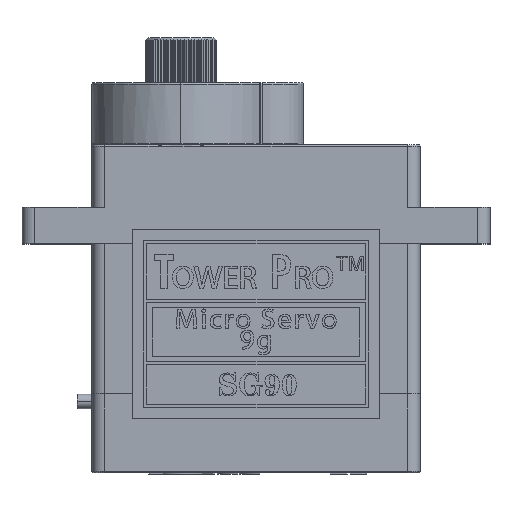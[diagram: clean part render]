
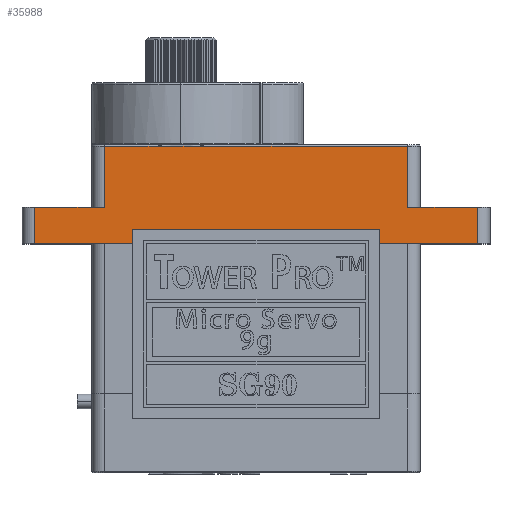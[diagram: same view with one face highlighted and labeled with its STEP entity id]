
A CAD part, top view. The second image highlights one B-rep face of the part: STEP entity #35988.
In plain terms, the highlighted planar face has unit normal (0, 0, 1).
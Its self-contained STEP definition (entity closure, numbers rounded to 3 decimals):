
#25 = EDGE_CURVE ( 'NONE', #14612, #5342, #13417, .T. ) ;
#722 = FACE_OUTER_BOUND ( 'NONE', #13532, .T. ) ;
#1001 = VECTOR ( 'NONE', #19053, 1000. ) ;
#1082 = CARTESIAN_POINT ( 'NONE',  ( -15.2, 7.65, 6.1 ) ) ;
#1137 = LINE ( 'NONE', #19131, #31364 ) ;
#1255 = ORIENTED_EDGE ( 'NONE', *, *, #13481, .T. ) ;
#1305 = CARTESIAN_POINT ( 'NONE',  ( -15.2, 7.65, 6.1 ) ) ;
#1364 = CARTESIAN_POINT ( 'NONE',  ( -5.15, 11.85, 6.1 ) ) ;
#2063 = DIRECTION ( 'NONE',  ( 1., 0., 0. ) ) ;
#2360 = CARTESIAN_POINT ( 'NONE',  ( -6.712, 11.85, 6.1 ) ) ;
#2559 = ORIENTED_EDGE ( 'NONE', *, *, #14225, .T. ) ;
#3003 = VERTEX_POINT ( 'NONE', #21227 ) ;
#4339 = CARTESIAN_POINT ( 'NONE',  ( -3.588, 11.85, 6.1 ) ) ;
#4752 = DIRECTION ( 'NONE',  ( 1., 0., 0. ) ) ;
#5235 = ORIENTED_EDGE ( 'NONE', *, *, #21136, .T. ) ;
#5342 = VERTEX_POINT ( 'NONE', #38070 ) ;
#6230 = ORIENTED_EDGE ( 'NONE', *, *, #6848, .F. ) ;
#6642 = CARTESIAN_POINT ( 'NONE',  ( 15.2, 7.65, 6.1 ) ) ;
#6708 = DIRECTION ( 'NONE',  ( -1., 0., 0. ) ) ;
#6848 = EDGE_CURVE ( 'NONE', #24090, #13367, #37418, .T. ) ;
#7414 = LINE ( 'NONE', #19244, #1001 ) ;
#7646 = CARTESIAN_POINT ( 'NONE',  ( 10.4, 7.65, 6.1 ) ) ;
#7779 = CARTESIAN_POINT ( 'NONE',  ( 10.4, 60.045, 6.1 ) ) ;
#8001 = CARTESIAN_POINT ( 'NONE',  ( 10.4, 11.85, 6.1 ) ) ;
#8009 = VECTOR ( 'NONE', #35932, 1000. ) ;
#8557 = CARTESIAN_POINT ( 'NONE',  ( -5.41, 11.85, 6.1 ) ) ;
#9939 = CARTESIAN_POINT ( 'NONE',  ( -4.89, 11.85, 6.1 ) ) ;
#10238 = DIRECTION ( 'NONE',  ( 0., -1., 0. ) ) ;
#11732 = VECTOR ( 'NONE', #10238, 1000. ) ;
#12770 = VECTOR ( 'NONE', #12860, 1000. ) ;
#12860 = DIRECTION ( 'NONE',  ( 0., -1., 0. ) ) ;
#13311 = EDGE_CURVE ( 'NONE', #24090, #3003, #18705, .T. ) ;
#13367 = VERTEX_POINT ( 'NONE', #7646 ) ;
#13408 = ORIENTED_EDGE ( 'NONE', *, *, #32388, .F. ) ;
#13417 = LINE ( 'NONE', #25300, #14958 ) ;
#13481 = EDGE_CURVE ( 'NONE', #21788, #20283, #20055, .T. ) ;
#13532 = EDGE_LOOP ( 'NONE', ( #36147, #5235, #2559, #20339, #33060, #1255, #27088, #17325, #6230, #16466, #13408 ) ) ;
#13889 = VERTEX_POINT ( 'NONE', #28046 ) ;
#14225 = EDGE_CURVE ( 'NONE', #24656, #5342, #25011, .T. ) ;
#14340 = CARTESIAN_POINT ( 'NONE',  ( -5.671, 11.85, 6.1 ) ) ;
#14569 = CARTESIAN_POINT ( 'NONE',  ( -5.15, 11.85, 6.1 ) ) ;
#14612 = VERTEX_POINT ( 'NONE', #15956 ) ;
#14765 = DIRECTION ( 'NONE',  ( 0., -1., 0. ) ) ;
#14958 = VECTOR ( 'NONE', #4752, 1000. ) ;
#15393 = EDGE_CURVE ( 'NONE', #14612, #21788, #18494, .T. ) ;
#15544 = B_SPLINE_CURVE_WITH_KNOTS ( 'NONE', 3,
 ( #14569, #26434, #9939, #16117, #21365, #33532, #36255, #4339 ),
 .UNSPECIFIED., .F., .F.,
 ( 4, 2, 2, 4 ),
 ( 0., 0.25, 0.5, 1. ),
 .UNSPECIFIED. ) ;
#15956 = CARTESIAN_POINT ( 'NONE',  ( -15.2, 7.65, 6.1 ) ) ;
#16117 = CARTESIAN_POINT ( 'NONE',  ( -4.629, 11.85, 6.1 ) ) ;
#16466 = ORIENTED_EDGE ( 'NONE', *, *, #13311, .T. ) ;
#16896 = AXIS2_PLACEMENT_3D ( 'NONE', #1305, #27832, #6708 ) ;
#17325 = ORIENTED_EDGE ( 'NONE', *, *, #28740, .F. ) ;
#17668 = LINE ( 'NONE', #6642, #38141 ) ;
#17830 = VECTOR ( 'NONE', #33722, 1000. ) ;
#18321 = CARTESIAN_POINT ( 'NONE',  ( -15.2, 11.85, 6.1 ) ) ;
#18494 = LINE ( 'NONE', #1082, #12770 ) ;
#18705 = LINE ( 'NONE', #18321, #8009 ) ;
#18708 = PLANE ( 'NONE',  #16896 ) ;
#19053 = DIRECTION ( 'NONE',  ( -1., 0., 0. ) ) ;
#19131 = CARTESIAN_POINT ( 'NONE',  ( -15.2, 7.65, 6.1 ) ) ;
#19244 = CARTESIAN_POINT ( 'NONE',  ( -15.2, 11.85, 6.1 ) ) ;
#20055 = LINE ( 'NONE', #23362, #38311 ) ;
#20283 = VERTEX_POINT ( 'NONE', #32471 ) ;
#20339 = ORIENTED_EDGE ( 'NONE', *, *, #25, .F. ) ;
#20866 = B_SPLINE_CURVE_WITH_KNOTS ( 'NONE', 3,
 ( #29272, #38204, #23122, #37639, #14340, #8557, #35058, #26214 ),
 .UNSPECIFIED., .F., .F.,
 ( 4, 2, 2, 4 ),
 ( 0., 0.5, 0.75, 1. ),
 .UNSPECIFIED. ) ;
#21136 = EDGE_CURVE ( 'NONE', #37453, #24656, #7414, .T. ) ;
#21227 = CARTESIAN_POINT ( 'NONE',  ( -3.588, 11.85, 6.1 ) ) ;
#21365 = CARTESIAN_POINT ( 'NONE',  ( -4.499, 11.85, 6.1 ) ) ;
#21788 = VERTEX_POINT ( 'NONE', #27013 ) ;
#22109 = EDGE_CURVE ( 'NONE', #13889, #20283, #17668, .T. ) ;
#23122 = CARTESIAN_POINT ( 'NONE',  ( -6.191, 11.85, 6.1 ) ) ;
#23362 = CARTESIAN_POINT ( 'NONE',  ( -15.2, 5.15, 6.1 ) ) ;
#24090 = VERTEX_POINT ( 'NONE', #8001 ) ;
#24656 = VERTEX_POINT ( 'NONE', #26587 ) ;
#24697 = EDGE_CURVE ( 'NONE', #37453, #25281, #20866, .T. ) ;
#25011 = LINE ( 'NONE', #27894, #11732 ) ;
#25281 = VERTEX_POINT ( 'NONE', #1364 ) ;
#25300 = CARTESIAN_POINT ( 'NONE',  ( -15.2, 7.65, 6.1 ) ) ;
#26214 = CARTESIAN_POINT ( 'NONE',  ( -5.15, 11.85, 6.1 ) ) ;
#26434 = CARTESIAN_POINT ( 'NONE',  ( -5.02, 11.85, 6.1 ) ) ;
#26587 = CARTESIAN_POINT ( 'NONE',  ( -10.4, 11.85, 6.1 ) ) ;
#27013 = CARTESIAN_POINT ( 'NONE',  ( -15.2, 5.15, 6.1 ) ) ;
#27088 = ORIENTED_EDGE ( 'NONE', *, *, #22109, .F. ) ;
#27285 = DIRECTION ( 'NONE',  ( 1., 0., 0. ) ) ;
#27832 = DIRECTION ( 'NONE',  ( 0., 0., -1. ) ) ;
#27894 = CARTESIAN_POINT ( 'NONE',  ( -10.4, 60.045, 6.1 ) ) ;
#28046 = CARTESIAN_POINT ( 'NONE',  ( 15.2, 7.65, 6.1 ) ) ;
#28740 = EDGE_CURVE ( 'NONE', #13367, #13889, #1137, .T. ) ;
#29272 = CARTESIAN_POINT ( 'NONE',  ( -6.712, 11.85, 6.1 ) ) ;
#31364 = VECTOR ( 'NONE', #27285, 1000. ) ;
#32388 = EDGE_CURVE ( 'NONE', #25281, #3003, #15544, .T. ) ;
#32471 = CARTESIAN_POINT ( 'NONE',  ( 15.2, 5.15, 6.1 ) ) ;
#33060 = ORIENTED_EDGE ( 'NONE', *, *, #15393, .T. ) ;
#33532 = CARTESIAN_POINT ( 'NONE',  ( -4.109, 11.85, 6.1 ) ) ;
#33722 = DIRECTION ( 'NONE',  ( 0., -1., 0. ) ) ;
#35058 = CARTESIAN_POINT ( 'NONE',  ( -5.28, 11.85, 6.1 ) ) ;
#35932 = DIRECTION ( 'NONE',  ( -1., 0., 0. ) ) ;
#35988 = ADVANCED_FACE ( 'NONE', ( #722 ), #18708, .F. ) ;
#36147 = ORIENTED_EDGE ( 'NONE', *, *, #24697, .F. ) ;
#36255 = CARTESIAN_POINT ( 'NONE',  ( -3.848, 11.85, 6.1 ) ) ;
#37418 = LINE ( 'NONE', #7779, #17830 ) ;
#37453 = VERTEX_POINT ( 'NONE', #2360 ) ;
#37639 = CARTESIAN_POINT ( 'NONE',  ( -5.801, 11.85, 6.1 ) ) ;
#38070 = CARTESIAN_POINT ( 'NONE',  ( -10.4, 7.65, 6.1 ) ) ;
#38141 = VECTOR ( 'NONE', #14765, 1000. ) ;
#38204 = CARTESIAN_POINT ( 'NONE',  ( -6.452, 11.85, 6.1 ) ) ;
#38311 = VECTOR ( 'NONE', #2063, 1000. ) ;
